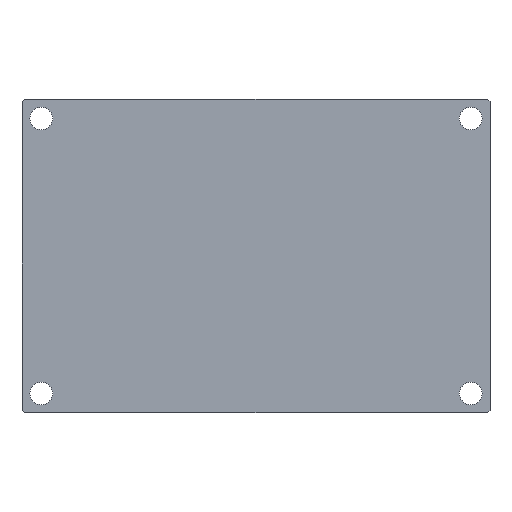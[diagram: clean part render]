
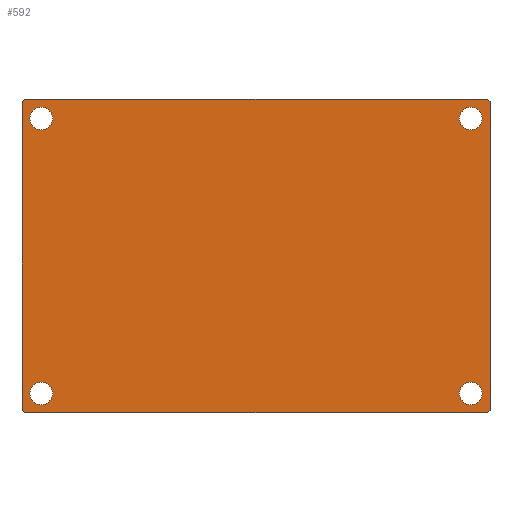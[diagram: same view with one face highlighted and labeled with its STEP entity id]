
A CAD part, top view. The second image highlights one B-rep face of the part: STEP entity #592.
In plain terms, the highlighted planar face has unit normal (0, 0, 1).
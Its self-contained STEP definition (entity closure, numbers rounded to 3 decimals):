
#1 = VERTEX_POINT ( 'NONE', #120 ) ;
#8 = EDGE_CURVE ( 'NONE', #1, #367, #311, .T. ) ;
#18 = FACE_OUTER_BOUND ( 'NONE', #562, .T. ) ;
#20 = ORIENTED_EDGE ( 'NONE', *, *, #234, .F. ) ;
#21 = CIRCLE ( 'NONE', #561, 2.2 ) ;
#25 = AXIS2_PLACEMENT_3D ( 'NONE', #526, #472, #271 ) ;
#38 = DIRECTION ( 'NONE',  ( 0., 0., 1. ) ) ;
#49 = ORIENTED_EDGE ( 'NONE', *, *, #8, .F. ) ;
#50 = DIRECTION ( 'NONE',  ( 0.707, -0.707, 0. ) ) ;
#54 = AXIS2_PLACEMENT_3D ( 'NONE', #593, #285, #646 ) ;
#56 = ORIENTED_EDGE ( 'NONE', *, *, #61, .F. ) ;
#61 = EDGE_CURVE ( 'NONE', #367, #1, #365, .T. ) ;
#69 = EDGE_CURVE ( 'NONE', #117, #146, #233, .T. ) ;
#76 = CARTESIAN_POINT ( 'NONE',  ( 90.5, 61., 0. ) ) ;
#78 = DIRECTION ( 'NONE',  ( 0., 0., 1. ) ) ;
#81 = CARTESIAN_POINT ( 'NONE',  ( 0., 0.5, 0. ) ) ;
#83 = LINE ( 'NONE', #598, #209 ) ;
#91 = CARTESIAN_POINT ( 'NONE',  ( 1.55, 3.75, 0. ) ) ;
#96 = ORIENTED_EDGE ( 'NONE', *, *, #507, .T. ) ;
#97 = LINE ( 'NONE', #356, #298 ) ;
#98 = ORIENTED_EDGE ( 'NONE', *, *, #69, .T. ) ;
#101 = VERTEX_POINT ( 'NONE', #442 ) ;
#109 = VERTEX_POINT ( 'NONE', #76 ) ;
#114 = ORIENTED_EDGE ( 'NONE', *, *, #121, .T. ) ;
#115 = ORIENTED_EDGE ( 'NONE', *, *, #362, .T. ) ;
#117 = VERTEX_POINT ( 'NONE', #394 ) ;
#118 = DIRECTION ( 'NONE',  ( 1., 0., 0. ) ) ;
#120 = CARTESIAN_POINT ( 'NONE',  ( 89.45, 57.25, 0. ) ) ;
#121 = EDGE_CURVE ( 'NONE', #369, #403, #398, .T. ) ;
#127 = CARTESIAN_POINT ( 'NONE',  ( 3.75, 3.75, 0. ) ) ;
#128 = AXIS2_PLACEMENT_3D ( 'NONE', #358, #409, #257 ) ;
#131 = DIRECTION ( 'NONE',  ( 1., 0., 0. ) ) ;
#140 = DIRECTION ( 'NONE',  ( 0.707, 0.707, 0. ) ) ;
#141 = VECTOR ( 'NONE', #176, 1000. ) ;
#145 = EDGE_CURVE ( 'NONE', #146, #109, #83, .T. ) ;
#146 = VERTEX_POINT ( 'NONE', #335 ) ;
#160 = CIRCLE ( 'NONE', #573, 2.2 ) ;
#161 = VERTEX_POINT ( 'NONE', #604 ) ;
#166 = FACE_BOUND ( 'NONE', #481, .T. ) ;
#170 = CARTESIAN_POINT ( 'NONE',  ( 87.25, 3.75, 0. ) ) ;
#176 = DIRECTION ( 'NONE',  ( 1., 0., 0. ) ) ;
#178 = VERTEX_POINT ( 'NONE', #591 ) ;
#185 = CARTESIAN_POINT ( 'NONE',  ( 0., 0.5, 0. ) ) ;
#187 = FACE_BOUND ( 'NONE', #247, .T. ) ;
#190 = DIRECTION ( 'NONE',  ( 0., 1., 0. ) ) ;
#194 = LINE ( 'NONE', #650, #327 ) ;
#202 = DIRECTION ( 'NONE',  ( 1., 0., 0. ) ) ;
#209 = VECTOR ( 'NONE', #236, 1000. ) ;
#210 = VERTEX_POINT ( 'NONE', #466 ) ;
#215 = EDGE_CURVE ( 'NONE', #411, #369, #616, .T. ) ;
#221 = CIRCLE ( 'NONE', #599, 2.2 ) ;
#224 = ORIENTED_EDGE ( 'NONE', *, *, #644, .F. ) ;
#233 = LINE ( 'NONE', #332, #484 ) ;
#234 = EDGE_CURVE ( 'NONE', #322, #161, #553, .T. ) ;
#236 = DIRECTION ( 'NONE',  ( -0.707, 0.707, 0. ) ) ;
#247 = EDGE_LOOP ( 'NONE', ( #49, #56 ) ) ;
#253 = CIRCLE ( 'NONE', #662, 2.2 ) ;
#257 = DIRECTION ( 'NONE',  ( 1., 0., 0. ) ) ;
#267 = ORIENTED_EDGE ( 'NONE', *, *, #581, .F. ) ;
#269 = AXIS2_PLACEMENT_3D ( 'NONE', #170, #546, #388 ) ;
#271 = DIRECTION ( 'NONE',  ( 1., 0., 0. ) ) ;
#280 = DIRECTION ( 'NONE',  ( 0., 0., 1. ) ) ;
#285 = DIRECTION ( 'NONE',  ( 0., 0., -1. ) ) ;
#286 = FACE_BOUND ( 'NONE', #531, .T. ) ;
#291 = EDGE_CURVE ( 'NONE', #403, #101, #97, .T. ) ;
#295 = CARTESIAN_POINT ( 'NONE',  ( 87.25, 3.75, 0. ) ) ;
#298 = VECTOR ( 'NONE', #50, 1000. ) ;
#308 = VERTEX_POINT ( 'NONE', #563 ) ;
#309 = CARTESIAN_POINT ( 'NONE',  ( 0., 60.5, 0. ) ) ;
#311 = CIRCLE ( 'NONE', #25, 2.2 ) ;
#322 = VERTEX_POINT ( 'NONE', #664 ) ;
#327 = VECTOR ( 'NONE', #443, 1000. ) ;
#332 = CARTESIAN_POINT ( 'NONE',  ( 91., 0.5, 0. ) ) ;
#335 = CARTESIAN_POINT ( 'NONE',  ( 91., 60.5, 0. ) ) ;
#356 = CARTESIAN_POINT ( 'NONE',  ( 0., 0.5, 0. ) ) ;
#357 = ORIENTED_EDGE ( 'NONE', *, *, #613, .T. ) ;
#358 = CARTESIAN_POINT ( 'NONE',  ( 3.75, 57.25, 0. ) ) ;
#362 = EDGE_CURVE ( 'NONE', #109, #411, #194, .T. ) ;
#365 = CIRCLE ( 'NONE', #540, 2.2 ) ;
#367 = VERTEX_POINT ( 'NONE', #554 ) ;
#369 = VERTEX_POINT ( 'NONE', #447 ) ;
#373 = ORIENTED_EDGE ( 'NONE', *, *, #215, .T. ) ;
#374 = EDGE_CURVE ( 'NONE', #161, #322, #21, .T. ) ;
#379 = LINE ( 'NONE', #485, #141 ) ;
#388 = DIRECTION ( 'NONE',  ( 1., 0., 0. ) ) ;
#393 = CARTESIAN_POINT ( 'NONE',  ( 89.45, 3.75, 0. ) ) ;
#394 = CARTESIAN_POINT ( 'NONE',  ( 91., 0.5, 0. ) ) ;
#395 = CARTESIAN_POINT ( 'NONE',  ( 0.5, 61., 0. ) ) ;
#398 = LINE ( 'NONE', #185, #627 ) ;
#403 = VERTEX_POINT ( 'NONE', #81 ) ;
#408 = ORIENTED_EDGE ( 'NONE', *, *, #291, .T. ) ;
#409 = DIRECTION ( 'NONE',  ( 0., 0., 1. ) ) ;
#411 = VERTEX_POINT ( 'NONE', #395 ) ;
#418 = EDGE_LOOP ( 'NONE', ( #224, #426 ) ) ;
#426 = ORIENTED_EDGE ( 'NONE', *, *, #513, .F. ) ;
#442 = CARTESIAN_POINT ( 'NONE',  ( 0.5, 0., 0. ) ) ;
#443 = DIRECTION ( 'NONE',  ( -1., 0., 0. ) ) ;
#447 = CARTESIAN_POINT ( 'NONE',  ( 0., 60.5, 0. ) ) ;
#453 = VECTOR ( 'NONE', #564, 1000. ) ;
#457 = LINE ( 'NONE', #659, #577 ) ;
#466 = CARTESIAN_POINT ( 'NONE',  ( 5.95, 3.75, 0. ) ) ;
#472 = DIRECTION ( 'NONE',  ( 0., 0., 1. ) ) ;
#478 = ORIENTED_EDGE ( 'NONE', *, *, #374, .F. ) ;
#481 = EDGE_LOOP ( 'NONE', ( #20, #478 ) ) ;
#482 = DIRECTION ( 'NONE',  ( 1., 0., 0. ) ) ;
#484 = VECTOR ( 'NONE', #190, 1000. ) ;
#485 = CARTESIAN_POINT ( 'NONE',  ( 0.5, 0., 0. ) ) ;
#487 = DIRECTION ( 'NONE',  ( 0., -1., 0. ) ) ;
#492 = CARTESIAN_POINT ( 'NONE',  ( 3.75, 3.75, 0. ) ) ;
#493 = FACE_BOUND ( 'NONE', #418, .T. ) ;
#500 = CIRCLE ( 'NONE', #269, 2.2 ) ;
#507 = EDGE_CURVE ( 'NONE', #178, #117, #457, .T. ) ;
#513 = EDGE_CURVE ( 'NONE', #308, #558, #221, .T. ) ;
#526 = CARTESIAN_POINT ( 'NONE',  ( 87.25, 57.25, 0. ) ) ;
#527 = VERTEX_POINT ( 'NONE', #91 ) ;
#531 = EDGE_LOOP ( 'NONE', ( #267, #571 ) ) ;
#536 = CARTESIAN_POINT ( 'NONE',  ( 87.25, 57.25, 0. ) ) ;
#537 = PLANE ( 'NONE',  #54 ) ;
#540 = AXIS2_PLACEMENT_3D ( 'NONE', #536, #280, #482 ) ;
#546 = DIRECTION ( 'NONE',  ( 0., 0., 1. ) ) ;
#551 = DIRECTION ( 'NONE',  ( 1., 0., 0. ) ) ;
#553 = CIRCLE ( 'NONE', #128, 2.2 ) ;
#554 = CARTESIAN_POINT ( 'NONE',  ( 85.05, 57.25, 0. ) ) ;
#558 = VERTEX_POINT ( 'NONE', #393 ) ;
#561 = AXIS2_PLACEMENT_3D ( 'NONE', #600, #38, #551 ) ;
#562 = EDGE_LOOP ( 'NONE', ( #114, #408, #357, #96, #98, #630, #115, #373 ) ) ;
#563 = CARTESIAN_POINT ( 'NONE',  ( 85.05, 3.75, 0. ) ) ;
#564 = DIRECTION ( 'NONE',  ( -0.707, -0.707, 0. ) ) ;
#571 = ORIENTED_EDGE ( 'NONE', *, *, #594, .F. ) ;
#573 = AXIS2_PLACEMENT_3D ( 'NONE', #127, #78, #131 ) ;
#577 = VECTOR ( 'NONE', #140, 1000. ) ;
#581 = EDGE_CURVE ( 'NONE', #210, #527, #160, .T. ) ;
#591 = CARTESIAN_POINT ( 'NONE',  ( 90.5, 0., 0. ) ) ;
#592 = ADVANCED_FACE ( 'NONE', ( #286, #493, #187, #18, #166 ), #537, .F. ) ;
#593 = CARTESIAN_POINT ( 'NONE',  ( 0., 0., 0. ) ) ;
#594 = EDGE_CURVE ( 'NONE', #527, #210, #253, .T. ) ;
#598 = CARTESIAN_POINT ( 'NONE',  ( 90.5, 61., 0. ) ) ;
#599 = AXIS2_PLACEMENT_3D ( 'NONE', #295, #665, #202 ) ;
#600 = CARTESIAN_POINT ( 'NONE',  ( 3.75, 57.25, 0. ) ) ;
#604 = CARTESIAN_POINT ( 'NONE',  ( 1.55, 57.25, 0. ) ) ;
#613 = EDGE_CURVE ( 'NONE', #101, #178, #379, .T. ) ;
#616 = LINE ( 'NONE', #309, #453 ) ;
#627 = VECTOR ( 'NONE', #487, 1000. ) ;
#630 = ORIENTED_EDGE ( 'NONE', *, *, #145, .T. ) ;
#639 = DIRECTION ( 'NONE',  ( 0., 0., 1. ) ) ;
#644 = EDGE_CURVE ( 'NONE', #558, #308, #500, .T. ) ;
#646 = DIRECTION ( 'NONE',  ( -1., 0., 0. ) ) ;
#650 = CARTESIAN_POINT ( 'NONE',  ( 0.5, 61., 0. ) ) ;
#659 = CARTESIAN_POINT ( 'NONE',  ( 90.5, 0., 0. ) ) ;
#662 = AXIS2_PLACEMENT_3D ( 'NONE', #492, #639, #118 ) ;
#664 = CARTESIAN_POINT ( 'NONE',  ( 5.95, 57.25, 0. ) ) ;
#665 = DIRECTION ( 'NONE',  ( 0., 0., 1. ) ) ;
